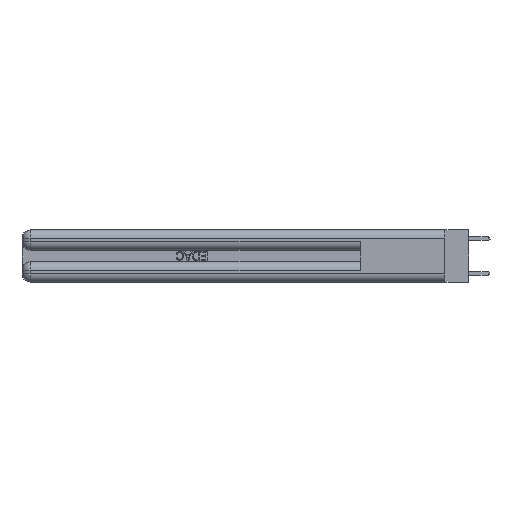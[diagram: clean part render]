
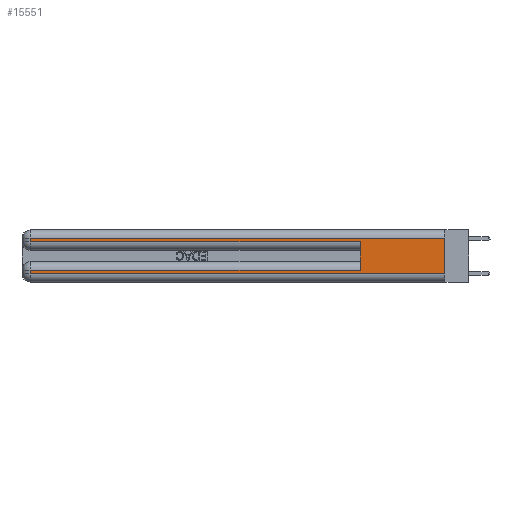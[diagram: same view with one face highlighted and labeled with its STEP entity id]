
A CAD part, left-side view. The second image highlights one B-rep face of the part: STEP entity #15551.
In plain terms, the highlighted planar face has unit normal (-1, 0, 0).
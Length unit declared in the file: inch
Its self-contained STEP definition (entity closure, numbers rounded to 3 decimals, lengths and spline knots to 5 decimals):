
#238 = LINE ( 'NONE', #29511, #6946 ) ;
#1297 = DIRECTION ( 'NONE',  ( 0., 0., -1. ) ) ;
#1359 = ORIENTED_EDGE ( 'NONE', *, *, #23100, .T. ) ;
#1568 = CARTESIAN_POINT ( 'NONE',  ( 0., 2.94, 0.085 ) ) ;
#1668 = LINE ( 'NONE', #30431, #9184 ) ;
#2217 = AXIS2_PLACEMENT_3D ( 'NONE', #18990, #28890, #14086 ) ;
#3068 = DIRECTION ( 'NONE',  ( 0., 0., -1. ) ) ;
#3345 = CARTESIAN_POINT ( 'NONE',  ( 0., 0., 0.06 ) ) ;
#4754 = CARTESIAN_POINT ( 'NONE',  ( 0., 0., 0.06 ) ) ;
#5083 = EDGE_CURVE ( 'NONE', #8404, #17956, #10959, .T. ) ;
#5983 = DIRECTION ( 'NONE',  ( 0., -1., 0. ) ) ;
#6081 = VECTOR ( 'NONE', #7459, 39.37008 ) ;
#6453 = VECTOR ( 'NONE', #1297, 39.37008 ) ;
#6489 = PLANE ( 'NONE',  #2217 ) ;
#6946 = VECTOR ( 'NONE', #7334, 39.37008 ) ;
#7334 = DIRECTION ( 'NONE',  ( 0., 1., 0. ) ) ;
#7459 = DIRECTION ( 'NONE',  ( 0., 1., 0. ) ) ;
#8404 = VERTEX_POINT ( 'NONE', #18814 ) ;
#9184 = VECTOR ( 'NONE', #15667, 39.37008 ) ;
#10888 = LINE ( 'NONE', #3345, #21805 ) ;
#10959 = LINE ( 'NONE', #27827, #21881 ) ;
#11003 = VECTOR ( 'NONE', #31945, 39.37008 ) ;
#11841 = EDGE_CURVE ( 'NONE', #18764, #30193, #238, .T. ) ;
#13142 = ORIENTED_EDGE ( 'NONE', *, *, #17537, .T. ) ;
#13153 = VECTOR ( 'NONE', #3068, 39.37008 ) ;
#13345 = VERTEX_POINT ( 'NONE', #17401 ) ;
#13536 = EDGE_CURVE ( 'NONE', #30193, #13345, #19798, .T. ) ;
#14086 = DIRECTION ( 'NONE',  ( 0., 0., -1. ) ) ;
#15188 = FACE_OUTER_BOUND ( 'NONE', #24680, .T. ) ;
#15518 = DIRECTION ( 'NONE',  ( 0., 0., 1. ) ) ;
#15551 = ADVANCED_FACE ( 'NONE', ( #15188 ), #6489, .F. ) ;
#15667 = DIRECTION ( 'NONE',  ( 0., -1., 0. ) ) ;
#16370 = ORIENTED_EDGE ( 'NONE', *, *, #5083, .F. ) ;
#17401 = CARTESIAN_POINT ( 'NONE',  ( 0., 2.94, 0.285 ) ) ;
#17537 = EDGE_CURVE ( 'NONE', #31754, #25044, #26310, .T. ) ;
#17885 = ORIENTED_EDGE ( 'NONE', *, *, #24126, .T. ) ;
#17956 = VERTEX_POINT ( 'NONE', #27794 ) ;
#18145 = CARTESIAN_POINT ( 'NONE',  ( 0., 2.94, 0.37 ) ) ;
#18509 = CARTESIAN_POINT ( 'NONE',  ( 0., 0., 0.31 ) ) ;
#18764 = VERTEX_POINT ( 'NONE', #18509 ) ;
#18814 = CARTESIAN_POINT ( 'NONE',  ( 0., 0.6, 0.085 ) ) ;
#18990 = CARTESIAN_POINT ( 'NONE',  ( 0., 0., 0.37 ) ) ;
#19798 = LINE ( 'NONE', #18145, #13153 ) ;
#20224 = EDGE_CURVE ( 'NONE', #18764, #29156, #23492, .T. ) ;
#21805 = VECTOR ( 'NONE', #5983, 39.37008 ) ;
#21881 = VECTOR ( 'NONE', #15518, 39.37008 ) ;
#22437 = CARTESIAN_POINT ( 'NONE',  ( 0., 0., 0.085 ) ) ;
#23100 = EDGE_CURVE ( 'NONE', #25044, #29156, #10888, .T. ) ;
#23359 = CARTESIAN_POINT ( 'NONE',  ( 0., 2.94, 0.06 ) ) ;
#23492 = LINE ( 'NONE', #29480, #11003 ) ;
#24126 = EDGE_CURVE ( 'NONE', #8404, #31754, #31721, .T. ) ;
#24680 = EDGE_LOOP ( 'NONE', ( #27278, #31124, #31764, #31296, #16370, #17885, #13142, #1359 ) ) ;
#25044 = VERTEX_POINT ( 'NONE', #23359 ) ;
#26165 = CARTESIAN_POINT ( 'NONE',  ( 0., 2.94, 0.31 ) ) ;
#26310 = LINE ( 'NONE', #31135, #6453 ) ;
#27278 = ORIENTED_EDGE ( 'NONE', *, *, #20224, .F. ) ;
#27794 = CARTESIAN_POINT ( 'NONE',  ( 0., 0.6, 0.285 ) ) ;
#27827 = CARTESIAN_POINT ( 'NONE',  ( 0., 0.6, 0.145 ) ) ;
#28890 = DIRECTION ( 'NONE',  ( 1., 0., 0. ) ) ;
#29156 = VERTEX_POINT ( 'NONE', #4754 ) ;
#29480 = CARTESIAN_POINT ( 'NONE',  ( 0., 0., 0.37 ) ) ;
#29511 = CARTESIAN_POINT ( 'NONE',  ( 0., 0., 0.31 ) ) ;
#30193 = VERTEX_POINT ( 'NONE', #26165 ) ;
#30431 = CARTESIAN_POINT ( 'NONE',  ( 0., 0., 0.285 ) ) ;
#30702 = EDGE_CURVE ( 'NONE', #13345, #17956, #1668, .T. ) ;
#31124 = ORIENTED_EDGE ( 'NONE', *, *, #11841, .T. ) ;
#31135 = CARTESIAN_POINT ( 'NONE',  ( 0., 2.94, 0.37 ) ) ;
#31296 = ORIENTED_EDGE ( 'NONE', *, *, #30702, .T. ) ;
#31721 = LINE ( 'NONE', #22437, #6081 ) ;
#31754 = VERTEX_POINT ( 'NONE', #1568 ) ;
#31764 = ORIENTED_EDGE ( 'NONE', *, *, #13536, .T. ) ;
#31945 = DIRECTION ( 'NONE',  ( 0., 0., -1. ) ) ;
